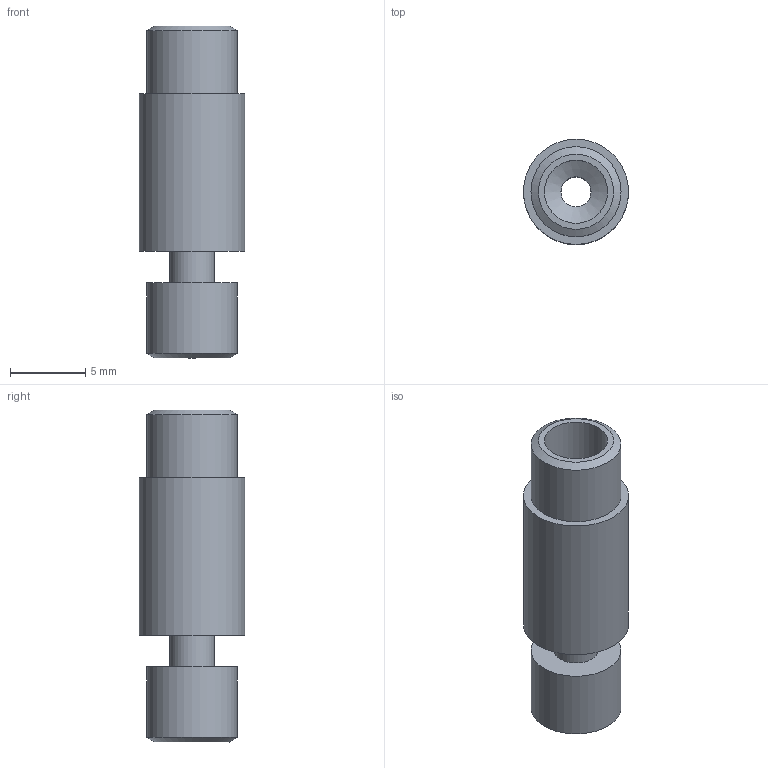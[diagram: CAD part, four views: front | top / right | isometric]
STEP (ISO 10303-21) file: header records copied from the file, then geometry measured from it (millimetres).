
FILE_DESCRIPTION(('FreeCAD Model'),'2;1');
FILE_NAME('heatbreak.step', '2018-12-27T00:26:25',('Felix Morgner'),(''), 'Open CASCADE STEP processor 7.3','FreeCAD','Unknown');
FILE_SCHEMA(('AUTOMOTIVE_DESIGN { 1 0 10303 214 1 1 1 1 }'));
Length unit declared in the file: millimetre
Products named in the file (2): E3D_V6_Hotend; Heatbrake
Assembly tree (1 placements, depth 2):
  E3D_V6_Hotend
    Heatbrake
Bounding box: 7 x 7 x 22.1 mm (x, y, z)
Volume: 563.7 mm3; surface area: 702.1 mm2
Topology: 1 solids, 1 shells, 14 faces, 23 edges, 14 vertices
Faces by surface type: cylinder 6, plane 5, cone 3
Full cylindrical faces by diameter (mm): 2 x1, 2.95 x1, 4.2 x1, 6 x2, 7 x1
Entity records: 671 total; most frequent: DIRECTION 115, CARTESIAN_POINT 99, ORIENTED_EDGE 46, PCURVE 46, DEFINITIONAL_REPRESENTATION 46, LINE 45, VECTOR 45, AXIS2_PLACEMENT_3D 30
